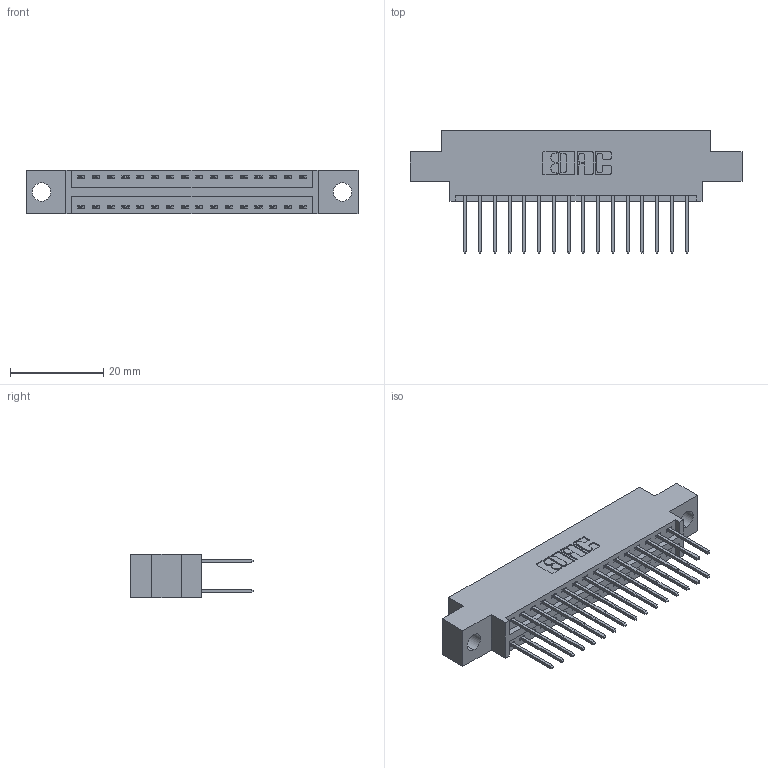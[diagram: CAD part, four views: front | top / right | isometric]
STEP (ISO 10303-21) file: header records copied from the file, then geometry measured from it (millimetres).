
FILE_DESCRIPTION (( 'STEP AP203' ), '1' );
FILE_NAME ('346-032-522-804.STEP', '2022-05-19T17:47:43', ( '' ), ( '' ), 'SwSTEP 2.0', 'SolidWorks 2020', '' );
FILE_SCHEMA (( 'CONFIG_CONTROL_DESIGN' ));
Length unit declared in the file: inch
Products named in the file (3): 345-292-001_345-293-122; 346 Part_0.170 Offset - 0.156 Dia-TH; 346-032-522-804
Assembly tree (33 placements, depth 2):
  346-032-522-804
    346 Part_0.170 Offset - 0.156 Dia-TH
    345-292-001_345-293-122  x32
Bounding box: 71.37 x 26.42 x 9.4 mm (x, y, z)
Volume: 6579.3 mm3; surface area: 9042.7 mm2
Topology: 33 solids, 33 shells, 1804 faces, 5337 edges, 3514 vertices
Faces by surface type: plane 1214, cylinder 590
Entity records: 14511 total; most frequent: CARTESIAN_POINT 2434, ORIENTED_EDGE 2366, DIRECTION 2195, EDGE_CURVE 1183, VECTOR 987, LINE 987, VERTEX_POINT 786, AXIS2_PLACEMENT_3D 604
